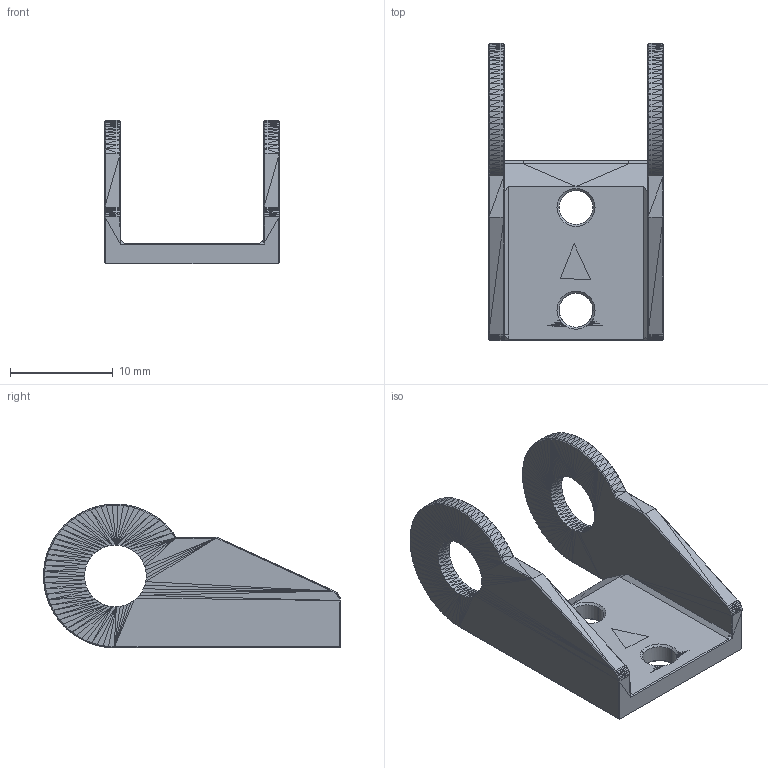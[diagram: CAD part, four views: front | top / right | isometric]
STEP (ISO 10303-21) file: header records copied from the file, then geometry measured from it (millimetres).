
FILE_DESCRIPTION (( 'STEP AP214' ), '1' );
FILE_NAME ('10x11-chain-edge2_nosupport.STEP', '2020-06-07T09:34:58', ( '' ), ( '' ), 'SwSTEP 2.0', 'SolidWorks 2019', '' );
FILE_SCHEMA (( 'AUTOMOTIVE_DESIGN' ));
Length unit declared in the file: millimetre
Products named in the file (1): 10x11-chain-edge2_nosupport
Bounding box: 17 x 28.91 x 13.99 mm (x, y, z)
Volume: 1220.5 mm3; surface area: 1777.8 mm2
Topology: 1 solids, 1 shells, 1860 faces, 4105 edges, 2245 vertices
Faces by surface type: plane 1786, cone 70, cylinder 4
Entity records: 48310 total; most frequent: CARTESIAN_POINT 8226, ORIENTED_EDGE 8210, DIRECTION 7968, EDGE_CURVE 4105, VECTOR 3954, LINE 3954, VERTEX_POINT 2245, AXIS2_PLACEMENT_3D 2007
